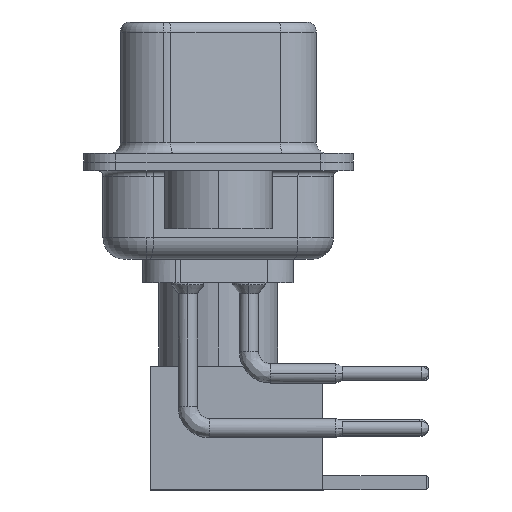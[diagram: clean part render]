
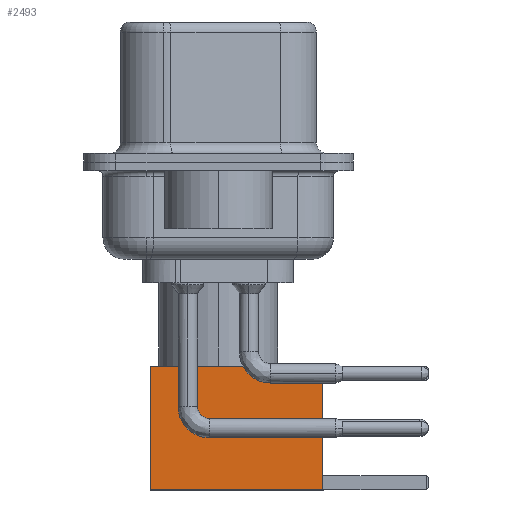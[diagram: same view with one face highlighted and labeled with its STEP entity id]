
A CAD part, left-side view. The second image highlights one B-rep face of the part: STEP entity #2493.
In plain terms, the highlighted face is planar.
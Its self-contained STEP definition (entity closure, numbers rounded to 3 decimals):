
#722 = DIRECTION ( 'NONE',  ( 0., 0., -1. ) ) ;
#803 = DIRECTION ( 'NONE',  ( -1., 0., 0. ) ) ;
#1668 = VERTEX_POINT ( 'NONE', #12113 ) ;
#2050 = DIRECTION ( 'NONE',  ( 0., 0., 1. ) ) ;
#2198 = PLANE ( 'NONE',  #22013 ) ;
#2493 = ADVANCED_FACE ( 'NONE', ( #4909 ), #2198, .T. ) ;
#3115 = CARTESIAN_POINT ( 'NONE',  ( 2.875, 2.875, 0. ) ) ;
#3916 = ORIENTED_EDGE ( 'NONE', *, *, #12886, .F. ) ;
#3944 = EDGE_CURVE ( 'NONE', #1668, #19314, #11901, .T. ) ;
#4567 = VECTOR ( 'NONE', #722, 1000. ) ;
#4711 = CARTESIAN_POINT ( 'NONE',  ( 2.875, 2.875, 8. ) ) ;
#4909 = FACE_OUTER_BOUND ( 'NONE', #28996, .T. ) ;
#5321 = ORIENTED_EDGE ( 'NONE', *, *, #25329, .T. ) ;
#5465 = LINE ( 'NONE', #9855, #12200 ) ;
#5903 = ORIENTED_EDGE ( 'NONE', *, *, #15887, .T. ) ;
#6630 = VERTEX_POINT ( 'NONE', #4711 ) ;
#6781 = CARTESIAN_POINT ( 'NONE',  ( 2.875, 2.875, 0. ) ) ;
#9414 = CARTESIAN_POINT ( 'NONE',  ( 0., 2.875, 8. ) ) ;
#9855 = CARTESIAN_POINT ( 'NONE',  ( 0., 2.875, 0. ) ) ;
#10085 = DIRECTION ( 'NONE',  ( 0., 0., -1. ) ) ;
#11826 = LINE ( 'NONE', #9414, #18647 ) ;
#11901 = LINE ( 'NONE', #19305, #4567 ) ;
#12113 = CARTESIAN_POINT ( 'NONE',  ( -2.875, 2.875, 8. ) ) ;
#12200 = VECTOR ( 'NONE', #803, 1000. ) ;
#12886 = EDGE_CURVE ( 'NONE', #6630, #1668, #11826, .T. ) ;
#14313 = VECTOR ( 'NONE', #10085, 1000. ) ;
#15887 = EDGE_CURVE ( 'NONE', #6630, #16833, #17463, .T. ) ;
#16490 = ORIENTED_EDGE ( 'NONE', *, *, #3944, .F. ) ;
#16537 = CARTESIAN_POINT ( 'NONE',  ( 2.875, 2.875, 0. ) ) ;
#16833 = VERTEX_POINT ( 'NONE', #6781 ) ;
#17463 = LINE ( 'NONE', #3115, #14313 ) ;
#18647 = VECTOR ( 'NONE', #21501, 1000. ) ;
#19305 = CARTESIAN_POINT ( 'NONE',  ( -2.875, 2.875, 0. ) ) ;
#19314 = VERTEX_POINT ( 'NONE', #26472 ) ;
#21501 = DIRECTION ( 'NONE',  ( -1., 0., 0. ) ) ;
#22013 = AXIS2_PLACEMENT_3D ( 'NONE', #16537, #28050, #2050 ) ;
#25329 = EDGE_CURVE ( 'NONE', #16833, #19314, #5465, .T. ) ;
#26472 = CARTESIAN_POINT ( 'NONE',  ( -2.875, 2.875, 0. ) ) ;
#28050 = DIRECTION ( 'NONE',  ( 0., 1., 0. ) ) ;
#28996 = EDGE_LOOP ( 'NONE', ( #5903, #5321, #16490, #3916 ) ) ;
